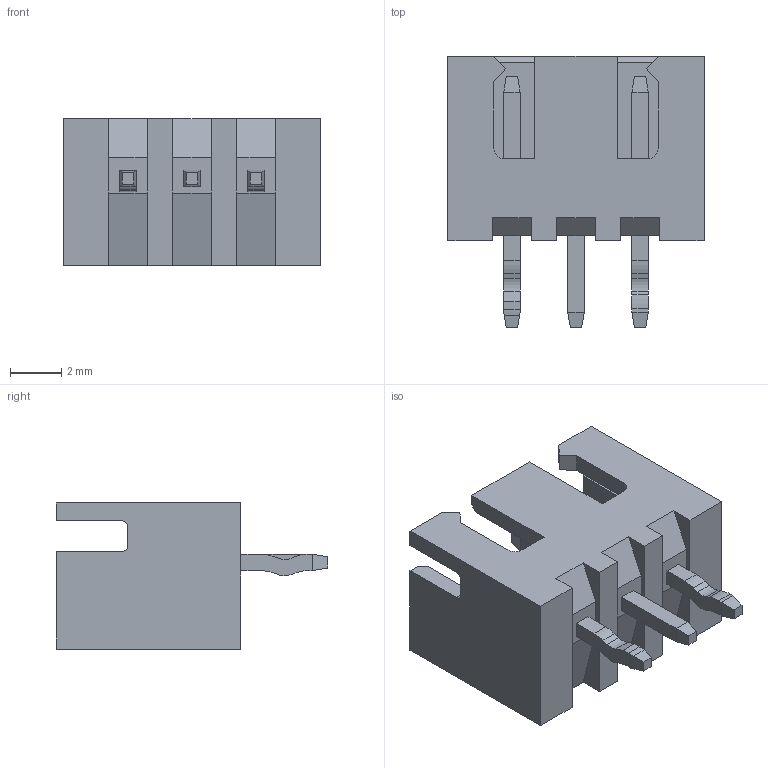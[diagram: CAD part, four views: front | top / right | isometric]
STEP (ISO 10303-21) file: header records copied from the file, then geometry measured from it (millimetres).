
FILE_DESCRIPTION((''),'2;1');
FILE_NAME('FWF25001-S03S22W1B','2025-09-26T',('工程三'),(''),'PRO/ENGINEER BY PARAMETRIC TECHNOLOGY CORPORATION, 2010280','PRO/ENGINEER BY PARAMETRIC TECHNOLOGY CORPORATION, 2010280','');
FILE_SCHEMA(('CONFIG_CONTROL_DESIGN'));
Length unit declared in the file: millimetre
Products named in the file (1): FWF25001-S03S22W1B
Bounding box: 10 x 10.6 x 5.7 mm (x, y, z)
Volume: 198.1 mm3; surface area: 523.4 mm2
Topology: 1 solids, 1 shells, 138 faces, 366 edges, 236 vertices
Faces by surface type: plane 120, cylinder 18
Entity records: 4232 total; most frequent: CARTESIAN_POINT 744, ORIENTED_EDGE 732, DIRECTION 676, EDGE_CURVE 366, VECTOR 328, LINE 328, VERTEX_POINT 236, AXIS2_PLACEMENT_3D 174
